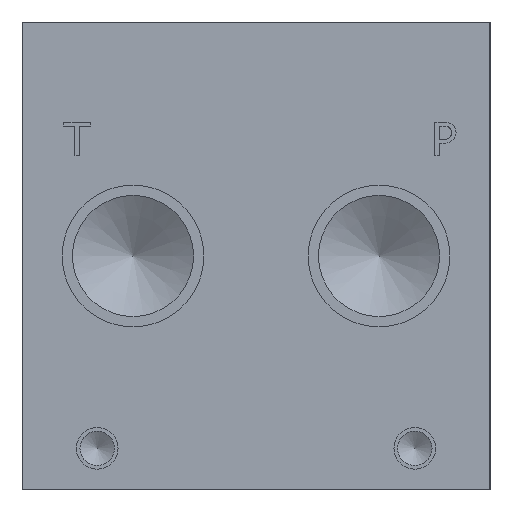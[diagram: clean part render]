
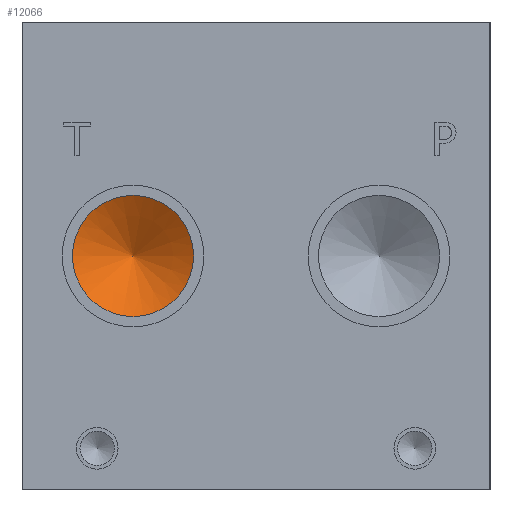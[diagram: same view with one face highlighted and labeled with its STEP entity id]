
A CAD part, left-side view. The second image highlights one B-rep face of the part: STEP entity #12066.
In plain terms, the highlighted conical face has half-angle 60 degrees and reference radius 5.753 mm.
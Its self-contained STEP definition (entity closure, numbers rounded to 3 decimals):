
#18=CONICAL_SURFACE('',#12584,5.753,1.047);
#157=CIRCLE('',#12585,11.506);
#158=CIRCLE('',#12586,11.506);
#1445=FACE_OUTER_BOUND('',#2131,.T.);
#2131=EDGE_LOOP('',(#10190,#10191,#10192,#10193));
#3317=LINE('',#20467,#4442);
#4442=VECTOR('',#14691,5.753);
#5499=VERTEX_POINT('',#20463);
#5500=VERTEX_POINT('',#20464);
#5501=VERTEX_POINT('',#20466);
#7123=EDGE_CURVE('',#5499,#5500,#157,.T.);
#7124=EDGE_CURVE('',#5500,#5501,#3317,.T.);
#7125=EDGE_CURVE('',#5500,#5499,#158,.T.);
#10190=ORIENTED_EDGE('',*,*,#7123,.T.);
#10191=ORIENTED_EDGE('',*,*,#7124,.T.);
#10192=ORIENTED_EDGE('',*,*,#7124,.F.);
#10193=ORIENTED_EDGE('',*,*,#7125,.T.);
#12066=ADVANCED_FACE('',(#1445),#18,.F.);
#12584=AXIS2_PLACEMENT_3D('',#20462,#14687,#14688);
#12585=AXIS2_PLACEMENT_3D('',#20465,#14689,#14690);
#12586=AXIS2_PLACEMENT_3D('',#20468,#14692,#14693);
#14687=DIRECTION('center_axis',(-1.,0.,0.));
#14688=DIRECTION('ref_axis',(0.,1.,0.));
#14689=DIRECTION('center_axis',(-1.,0.,0.));
#14690=DIRECTION('ref_axis',(0.,1.,0.));
#14691=DIRECTION('',(0.5,0.866,0.));
#14692=DIRECTION('center_axis',(-1.,0.,0.));
#14693=DIRECTION('ref_axis',(0.,1.,0.));
#20462=CARTESIAN_POINT('Origin',(19.835,67.818,44.45));
#20463=CARTESIAN_POINT('',(16.514,79.324,44.45));
#20464=CARTESIAN_POINT('',(16.514,56.312,44.45));
#20465=CARTESIAN_POINT('Origin',(16.514,67.818,44.45));
#20466=CARTESIAN_POINT('',(23.157,67.818,44.45));
#20467=CARTESIAN_POINT('',(19.835,62.065,44.45));
#20468=CARTESIAN_POINT('Origin',(16.514,67.818,44.45));
